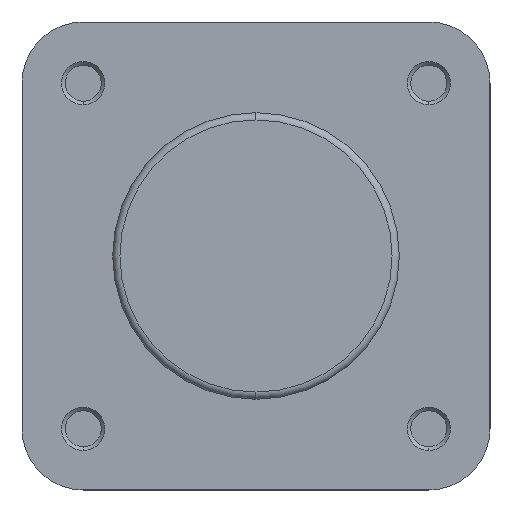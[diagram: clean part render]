
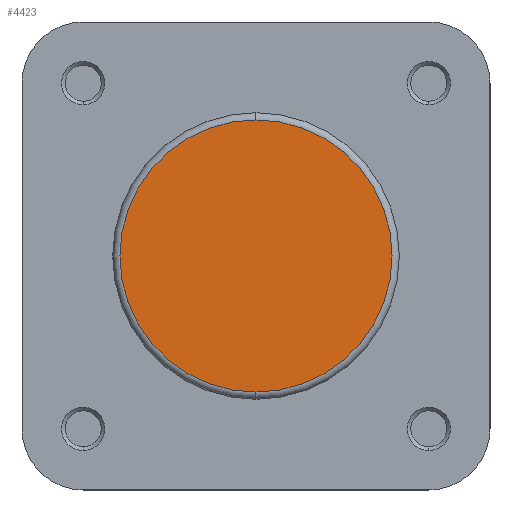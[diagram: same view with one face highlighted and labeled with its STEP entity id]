
A CAD part, left-side view. The second image highlights one B-rep face of the part: STEP entity #4423.
In plain terms, the highlighted planar face has unit normal (-1, 0, 0).
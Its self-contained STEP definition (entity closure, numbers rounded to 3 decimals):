
#401 = CIRCLE ( 'NONE', #3235, 18.9 ) ;
#490 = CIRCLE ( 'NONE', #3266, 18.9 ) ;
#702 = FACE_OUTER_BOUND ( 'NONE', #4966, .T. ) ;
#1130 = CARTESIAN_POINT ( 'NONE',  ( 21., 0., 0. ) ) ;
#1137 = DIRECTION ( 'NONE',  ( -1., 0., 0. ) ) ;
#1138 = DIRECTION ( 'NONE',  ( 0., 0., -1. ) ) ;
#1573 = PLANE ( 'NONE',  #3365 ) ;
#1580 = CARTESIAN_POINT ( 'NONE',  ( 21., 19.9, 0. ) ) ;
#1589 = DIRECTION ( 'NONE',  ( 1., 0., 0. ) ) ;
#1590 = DIRECTION ( 'NONE',  ( 0., 0., -1. ) ) ;
#2371 = CARTESIAN_POINT ( 'NONE',  ( 21., 0., 18.9 ) ) ;
#2632 = CARTESIAN_POINT ( 'NONE',  ( 21., 0., -18.9 ) ) ;
#2978 = EDGE_CURVE ( 'NONE', #5354, #5314, #401, .T. ) ;
#3040 = EDGE_CURVE ( 'NONE', #5314, #5354, #490, .T. ) ;
#3235 = AXIS2_PLACEMENT_3D ( 'NONE', #5561, #5545, #5542 ) ;
#3266 = AXIS2_PLACEMENT_3D ( 'NONE', #1130, #1137, #1138 ) ;
#3365 = AXIS2_PLACEMENT_3D ( 'NONE', #1580, #1589, #1590 ) ;
#4423 = ADVANCED_FACE ( 'NONE', ( #702 ), #1573, .F. ) ;
#4632 = ORIENTED_EDGE ( 'NONE', *, *, #3040, .T. ) ;
#4633 = ORIENTED_EDGE ( 'NONE', *, *, #2978, .T. ) ;
#4966 = EDGE_LOOP ( 'NONE', ( #4633, #4632 ) ) ;
#5314 = VERTEX_POINT ( 'NONE', #2371 ) ;
#5354 = VERTEX_POINT ( 'NONE', #2632 ) ;
#5542 = DIRECTION ( 'NONE',  ( 0., 0., -1. ) ) ;
#5545 = DIRECTION ( 'NONE',  ( -1., 0., 0. ) ) ;
#5561 = CARTESIAN_POINT ( 'NONE',  ( 21., 0., 0. ) ) ;
